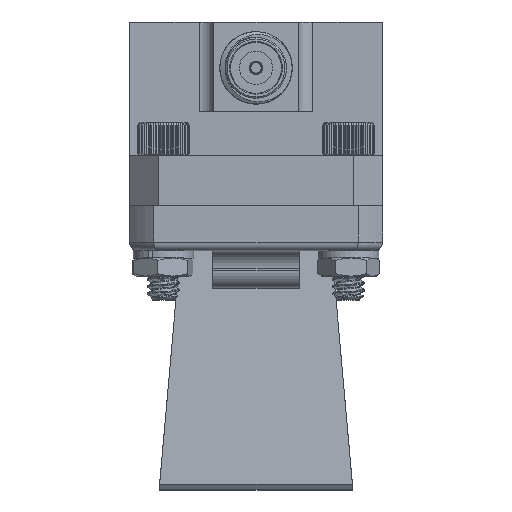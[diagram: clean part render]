
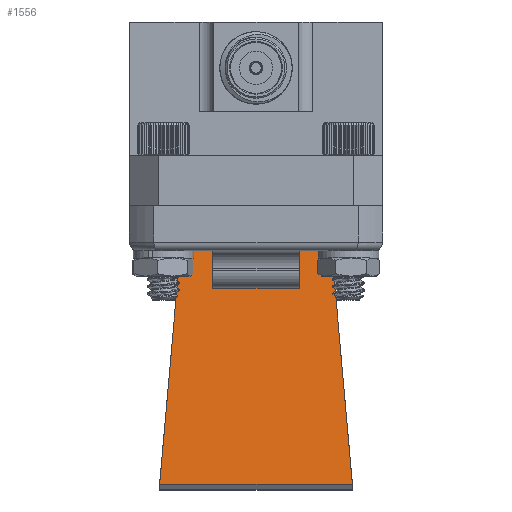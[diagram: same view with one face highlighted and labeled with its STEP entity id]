
A CAD part, top view. The second image highlights one B-rep face of the part: STEP entity #1556.
In plain terms, the highlighted face is planar.
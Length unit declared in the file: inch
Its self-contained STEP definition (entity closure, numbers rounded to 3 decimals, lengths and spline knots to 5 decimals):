
#895 = VERTEX_POINT ( 'NONE', #3366 ) ;
#1397 = EDGE_CURVE ( 'NONE', #13068, #9910, #16147, .T. ) ;
#1488 = DIRECTION ( 'NONE',  ( -0.994, -0.111, 0. ) ) ;
#1556 = ADVANCED_FACE ( 'NONE', ( #3183 ), #7632, .F. ) ;
#1745 = EDGE_CURVE ( 'NONE', #11851, #895, #10899, .T. ) ;
#2206 = CARTESIAN_POINT ( 'NONE',  ( 0.90495, 0.23051, -0.32819 ) ) ;
#2292 = VECTOR ( 'NONE', #15270, 39.37008 ) ;
#2563 = CARTESIAN_POINT ( 'NONE',  ( 0.96284, 0.23697, 0.335 ) ) ;
#2643 = ORIENTED_EDGE ( 'NONE', *, *, #4106, .F. ) ;
#2786 = ORIENTED_EDGE ( 'NONE', *, *, #3406, .F. ) ;
#2931 = CARTESIAN_POINT ( 'NONE',  ( 0.96284, 0.23697, -0.33331 ) ) ;
#3183 = FACE_OUTER_BOUND ( 'NONE', #11344, .T. ) ;
#3366 = CARTESIAN_POINT ( 'NONE',  ( 0.156, 0.147, -0.262 ) ) ;
#3406 = EDGE_CURVE ( 'NONE', #10056, #895, #4173, .T. ) ;
#3558 = EDGE_CURVE ( 'NONE', #13068, #14120, #4632, .T. ) ;
#3727 = VECTOR ( 'NONE', #16295, 39.37008 ) ;
#3916 = ORIENTED_EDGE ( 'NONE', *, *, #3558, .F. ) ;
#4106 = EDGE_CURVE ( 'NONE', #17246, #9511, #6209, .T. ) ;
#4173 = LINE ( 'NONE', #14256, #15329 ) ;
#4522 = CARTESIAN_POINT ( 'NONE',  ( 0.156, 0.147, 0.335 ) ) ;
#4632 = LINE ( 'NONE', #4522, #3727 ) ;
#4732 = CARTESIAN_POINT ( 'NONE',  ( 0.96284, 0.23697, 0.33331 ) ) ;
#5218 = CARTESIAN_POINT ( 'NONE',  ( -0.01427, 0.12801, -0.149 ) ) ;
#5359 = VECTOR ( 'NONE', #18227, 39.37008 ) ;
#5668 = DIRECTION ( 'NONE',  ( 0., 0., -1. ) ) ;
#5740 = VECTOR ( 'NONE', #5668, 39.37008 ) ;
#6209 = LINE ( 'NONE', #7249, #5740 ) ;
#6760 = CARTESIAN_POINT ( 'NONE',  ( 0.156, 0.147, 0.262 ) ) ;
#7249 = CARTESIAN_POINT ( 'NONE',  ( 0.285, 0.16138, 0.149 ) ) ;
#7470 = AXIS2_PLACEMENT_3D ( 'NONE', #7685, #12210, #9218 ) ;
#7632 = PLANE ( 'NONE',  #7470 ) ;
#7685 = CARTESIAN_POINT ( 'NONE',  ( 0.96284, 0.23697, 0.335 ) ) ;
#8286 = CARTESIAN_POINT ( 'NONE',  ( 0.285, 0.16138, -0.149 ) ) ;
#8519 = DIRECTION ( 'NONE',  ( 0., 0., -1. ) ) ;
#8841 = EDGE_CURVE ( 'NONE', #9910, #11851, #10229, .T. ) ;
#9217 = LINE ( 'NONE', #5218, #5359 ) ;
#9218 = DIRECTION ( 'NONE',  ( 0.994, 0.111, 0. ) ) ;
#9511 = VERTEX_POINT ( 'NONE', #8286 ) ;
#9839 = ORIENTED_EDGE ( 'NONE', *, *, #14970, .T. ) ;
#9910 = VERTEX_POINT ( 'NONE', #4732 ) ;
#10056 = VERTEX_POINT ( 'NONE', #13828 ) ;
#10224 = EDGE_CURVE ( 'NONE', #9511, #10056, #9217, .T. ) ;
#10229 = LINE ( 'NONE', #2563, #15914 ) ;
#10899 = LINE ( 'NONE', #2206, #2292 ) ;
#11155 = ORIENTED_EDGE ( 'NONE', *, *, #10224, .F. ) ;
#11344 = EDGE_LOOP ( 'NONE', ( #16336, #18529, #2786, #11155, #2643, #9839, #3916, #12493 ) ) ;
#11851 = VERTEX_POINT ( 'NONE', #2931 ) ;
#12210 = DIRECTION ( 'NONE',  ( 0.111, -0.994, 0. ) ) ;
#12270 = VECTOR ( 'NONE', #12458, 39.37008 ) ;
#12458 = DIRECTION ( 'NONE',  ( 0.99, 0.11, 0.087 ) ) ;
#12493 = ORIENTED_EDGE ( 'NONE', *, *, #1397, .T. ) ;
#13068 = VERTEX_POINT ( 'NONE', #6760 ) ;
#13366 = CARTESIAN_POINT ( 'NONE',  ( 0.285, 0.16138, 0.149 ) ) ;
#13828 = CARTESIAN_POINT ( 'NONE',  ( 0.156, 0.147, -0.149 ) ) ;
#14120 = VERTEX_POINT ( 'NONE', #16998 ) ;
#14182 = DIRECTION ( 'NONE',  ( 0., 0., -1. ) ) ;
#14256 = CARTESIAN_POINT ( 'NONE',  ( 0.156, 0.147, 0.335 ) ) ;
#14970 = EDGE_CURVE ( 'NONE', #17246, #14120, #17069, .T. ) ;
#15270 = DIRECTION ( 'NONE',  ( -0.99, -0.11, 0.087 ) ) ;
#15277 = VECTOR ( 'NONE', #1488, 39.37008 ) ;
#15329 = VECTOR ( 'NONE', #8519, 39.37008 ) ;
#15509 = CARTESIAN_POINT ( 'NONE',  ( 0.96299, 0.23698, 0.33332 ) ) ;
#15914 = VECTOR ( 'NONE', #14182, 39.37008 ) ;
#16142 = CARTESIAN_POINT ( 'NONE',  ( -0.01427, 0.12801, 0.149 ) ) ;
#16147 = LINE ( 'NONE', #15509, #12270 ) ;
#16295 = DIRECTION ( 'NONE',  ( 0., 0., -1. ) ) ;
#16336 = ORIENTED_EDGE ( 'NONE', *, *, #8841, .T. ) ;
#16998 = CARTESIAN_POINT ( 'NONE',  ( 0.156, 0.147, 0.149 ) ) ;
#17069 = LINE ( 'NONE', #16142, #15277 ) ;
#17246 = VERTEX_POINT ( 'NONE', #13366 ) ;
#18227 = DIRECTION ( 'NONE',  ( -0.994, -0.111, 0. ) ) ;
#18529 = ORIENTED_EDGE ( 'NONE', *, *, #1745, .T. ) ;
